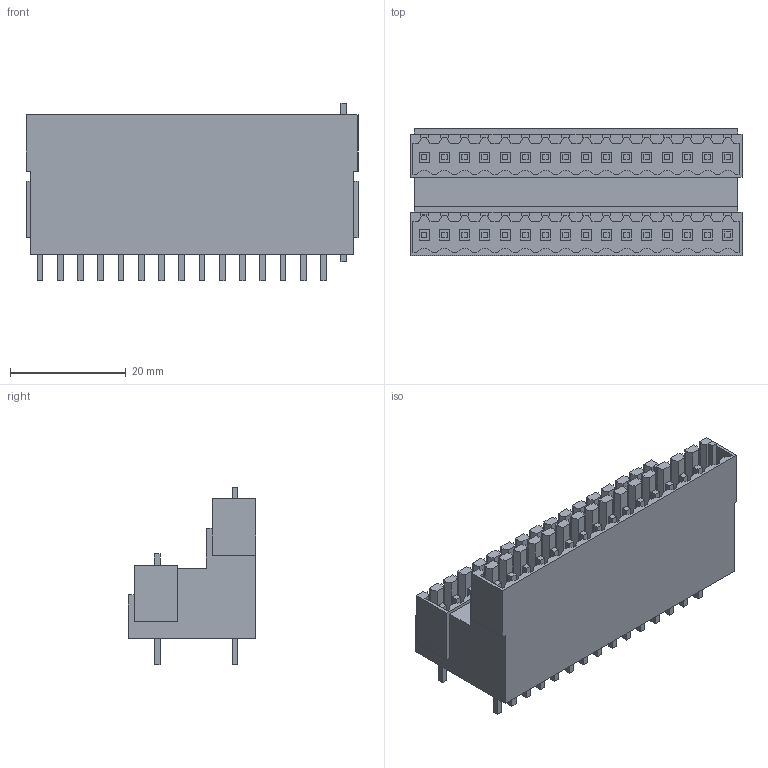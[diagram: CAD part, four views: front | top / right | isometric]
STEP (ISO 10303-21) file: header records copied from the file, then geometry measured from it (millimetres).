
FILE_DESCRIPTION(('CATIA V5 STEP Exchange','CAx-IF Rec.Pracs.--- Model Styling and Organization---1.4--- 2014-01-23'),'2;1');
FILE_NAME ('D1488202_0_1641800000_1641800000.stp','2021-06-01T13:43:43+00:00',('none'),('Weidmueller'),'CATIA Version 5-6 Release 2016 SP3 HF44','CATIA V5 STEP AP214','none');
FILE_SCHEMA(('AUTOMOTIVE_DESIGN { 1 0 10303 214 1 1 1 1 }'));
Length unit declared in the file: millimetre
Products named in the file (1): 1641800000
Bounding box: 57.4 x 22 x 30.62 mm (x, y, z)
Volume: 16416.7 mm3; surface area: 11508.6 mm2
Topology: 33 solids, 33 shells, 766 faces, 1972 edges, 1304 vertices
Faces by surface type: plane 734, cylinder 32
Entity records: 22184 total; most frequent: ORIENTED_EDGE 3944, CARTESIAN_POINT 3778, DIRECTION 2974, EDGE_CURVE 1972, VECTOR 1896, LINE 1896, VERTEX_POINT 1304, EDGE_LOOP 798
